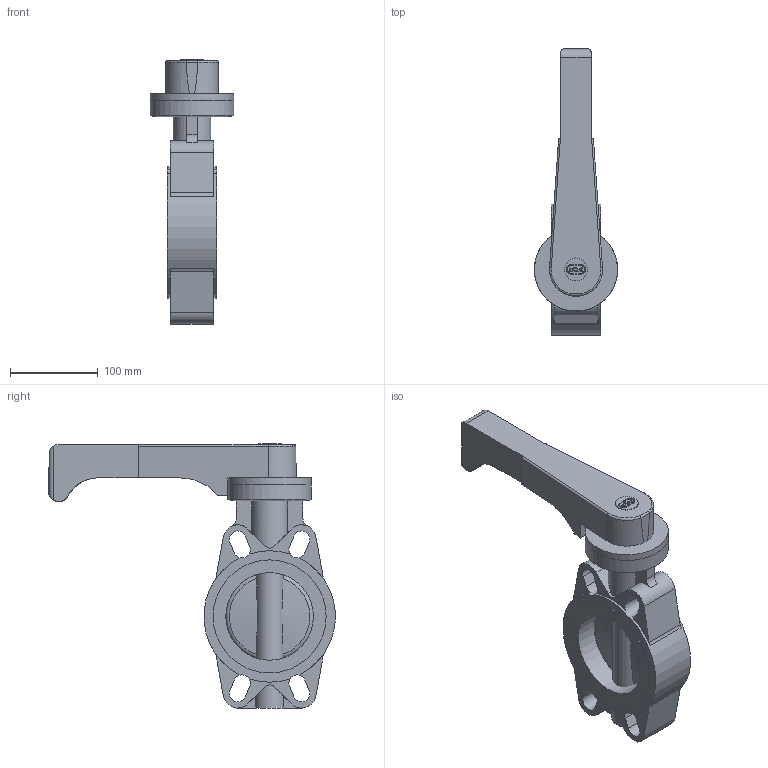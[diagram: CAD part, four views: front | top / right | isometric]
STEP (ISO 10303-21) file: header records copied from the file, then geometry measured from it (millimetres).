
FILE_DESCRIPTION(/* description */ (''),/* implementation_level */ '2;1');
FILE_NAME(/* name */ 'FEOVLM110E.iam.stp',/* time_stamp */ '2013-10-01T10:17:19+02:00',/* author */ ('bfaro'),/* organization */ (''),/* preprocessor_version */ 'ST-DEVELOPER v15.2',/* originating_system */ 'Autodesk Inventor 2014',/* authorisation */ '');
FILE_SCHEMA (('AUTOMOTIVE_DESIGN { 1 0 10303 214 3 1 1 }'));
Length unit declared in the file: millimetre
Products named in the file (5): cassa FE 110; Maniglia 90-110; Disco FE-FK 110; Piastrina 40; FEOVLM110E
Bounding box: 95 x 326.53 x 301.25 mm (x, y, z)
Volume: 1725763.2 mm3; surface area: 209063.7 mm2
Topology: 4 solids, 4 shells, 417 faces, 1219 edges, 812 vertices
Faces by surface type: plane 340, cylinder 68, cone 5, torus 4
Full cylindrical faces by diameter (mm): 26.1 x1, 32 x1, 94.992 x1, 95 x1, 100 x1, 129 x2
Entity records: 14193 total; most frequent: CARTESIAN_POINT 2691, ORIENTED_EDGE 2422, DIRECTION 2409, EDGE_CURVE 1211, VERTEX_POINT 812, LINE 809, VECTOR 809, AXIS2_PLACEMENT_3D 800
